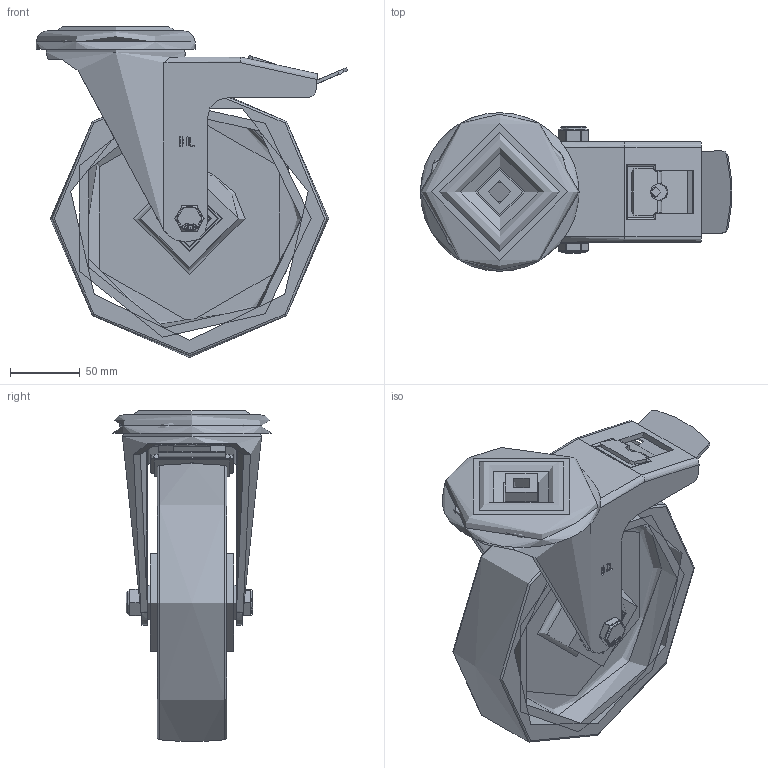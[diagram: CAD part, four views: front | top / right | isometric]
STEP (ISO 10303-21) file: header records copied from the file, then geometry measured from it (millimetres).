
FILE_DESCRIPTION(/* description */ (''),/* implementation_level */ '2;1');
FILE_NAME(/* name */ 'SSMM200NPBJBH16SWB.step',/* time_stamp */ '2025-05-07T17:10:12+01:00',/* author */ (''),/* organization */ (''),/* preprocessor_version */ 'ST-DEVELOPER v20.1',/* originating_system */ 'Autodesk Translation Framework v14.4.0.0',/* authorisation */ '');
FILE_SCHEMA (('AUTOMOTIVE_DESIGN { 1 0 10303 214 3 1 1 }'));
Products named in the file (31): SSMM200NPBJBH16SWB; SSMM200ASBH16SWB - 64 v1; STAINLESS STEEL HEAD; STAINLESS STEEL FORKS; BRAKE PAD; BRAKE PAD Geometry; BRAKE BOLT; STAINLESS STEEL BRAKE PEDAL; BZH200WNPBJM2060 v1; POLYURETHANE TYRE; NYLON RIM; BEARING6204; BALL BEARINGS; BEARING6204 (1); BALL BEARINGS (1); Component3; INNER; OUTER; MIDDLE; RUBBER; BEARING SPACER; TH20X2X12SS v1; STAINLESS STEEL HEADED SPACER; TH20X2X12SS v1 (1); STAINLESS STEEL HEADED SPACER (1); BOLTM12X80A2 v2; GRADE 304 STAINLESS STEEL BOLT; NM12NYA2THIN v1; NYLOC STAINLESS STEEL NUT; NUT; RUBBER (1)
Assembly tree (49 placements, depth 5):
  SSMM200NPBJBH16SWB
    SSMM200ASBH16SWB - 64 v1
      STAINLESS STEEL HEAD
      STAINLESS STEEL FORKS
      BRAKE PAD
        BRAKE PAD Geometry
        BRAKE BOLT
      STAINLESS STEEL BRAKE PEDAL
    BZH200WNPBJM2060 v1
      POLYURETHANE TYRE
      NYLON RIM
      BEARING6204
        INNER
        OUTER
        BALL BEARINGS
          Component3  x8
        MIDDLE
        RUBBER
      BEARING6204 (1)
        BALL BEARINGS (1)
          Component3  x8
        INNER
        OUTER
        MIDDLE
        RUBBER
      BEARING SPACER
    TH20X2X12SS v1
      STAINLESS STEEL HEADED SPACER
    TH20X2X12SS v1 (1)
      STAINLESS STEEL HEADED SPACER (1)
    BOLTM12X80A2 v2
      GRADE 304 STAINLESS STEEL BOLT
    NM12NYA2THIN v1
      NYLOC STAINLESS STEEL NUT
        NUT
        RUBBER (1)
Bounding box: 223.67 x 114 x 237.85 mm (x, y, z)
Volume: 1091069.8 mm3; surface area: 367981.5 mm2
Topology: 39 solids, 39 shells, 1300 faces, 3329 edges, 2192 vertices
Faces by surface type: plane 539, bspline 366, cylinder 285, sphere 72, torus 32, cone 6
Full cylindrical faces by diameter (mm): 7 x16, 8 x1, 9.836 x18, 11.834 x18, 12 x3, 12.2 x4, 14 x2, 16.2 x1, 17.5 x1, 18.5 x1, 19.8 x2, 20 x3, 24 x1, 25 x2, 27 x2, 28.5 x8, 30.8 x4, 31.3 x4, 32.5 x3, 40 x1, 40.3 x4, 40.5 x4, 40.8 x4, 41 x1, 42 x10, 47 x5, 52 x1, 70 x2, 74 x1, 92 x1
Entity records: 44942 total; most frequent: CARTESIAN_POINT 22670, ORIENTED_EDGE 4730, DIRECTION 3897, EDGE_CURVE 2365, VERTEX_POINT 1554, AXIS2_PLACEMENT_3D 1388, LINE 1121, VECTOR 1121
